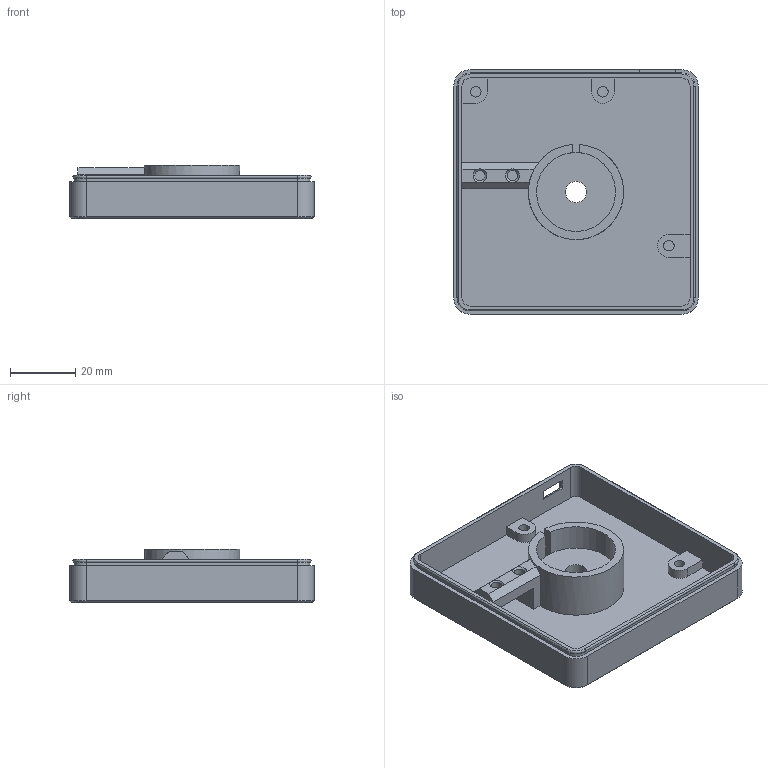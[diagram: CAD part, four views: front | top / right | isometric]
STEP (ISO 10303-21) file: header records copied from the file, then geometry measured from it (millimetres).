
FILE_DESCRIPTION(/* description */ ('STEP AP242','CAx-IF Rec.Pracs.---Representation and Presentation of Product Manufacturing Information (PMI)---4.0---2014-10-13','CAx-IF Rec.Pracs.---3D Tessellated Geometry---0.4---2014-09-14','2;1'),/* implementation_level */ '2;1');
FILE_NAME(/* name */ '6735e864b5dbc3538260f61e',/* time_stamp */ '2024-11-14T12:09:09Z',/* author */ (''),/* organization */ (''),/* preprocessor_version */ 'ST-DEVELOPER v20',/* originating_system */ 'ONSHAPE BY PTC INC, 1.189',/* authorisation */ ' ');
FILE_SCHEMA (('AP242_MANAGED_MODEL_BASED_3D_ENGINEERING_MIM_LF { 1 0 10303 442 1 1 4 }'));
Length unit declared in the file: metre
Products named in the file (1): Bottom
Bounding box: 75 x 75 x 16.3 mm (x, y, z)
Volume: 25549.2 mm3; surface area: 21001.5 mm2
Topology: 1 solids, 1 shells, 99 faces, 259 edges, 165 vertices
Faces by surface type: plane 61, cylinder 27, cone 7, torus 4
Full cylindrical faces by diameter (mm): 3.2 x5, 6.5 x1
Entity records: 2997 total; most frequent: CARTESIAN_POINT 523, DIRECTION 517, ORIENTED_EDGE 496, EDGE_CURVE 248, AXIS2_PLACEMENT_3D 173, LINE 171, VECTOR 171, VERTEX_POINT 163
